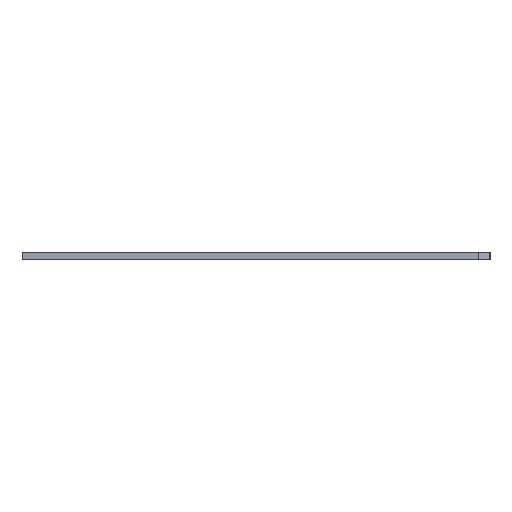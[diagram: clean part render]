
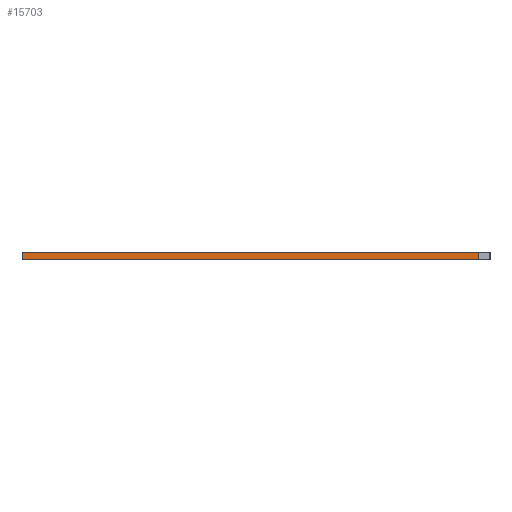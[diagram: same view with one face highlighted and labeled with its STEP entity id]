
A CAD part, left-side view. The second image highlights one B-rep face of the part: STEP entity #15703.
In plain terms, the highlighted planar face has unit normal (-1, 0, 0).
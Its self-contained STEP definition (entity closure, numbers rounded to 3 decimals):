
#144 = VERTEX_POINT('',#145);
#145 = CARTESIAN_POINT('',(13.692,-14.288,0.));
#151 = EDGE_CURVE('',#152,#144,#154,.T.);
#152 = VERTEX_POINT('',#153);
#153 = CARTESIAN_POINT('',(13.692,-108.942,0.));
#154 = LINE('',#155,#156);
#155 = CARTESIAN_POINT('',(13.692,-108.942,0.));
#156 = VECTOR('',#157,1.);
#157 = DIRECTION('',(0.,1.,0.));
#7910 = VERTEX_POINT('',#7911);
#7911 = CARTESIAN_POINT('',(13.692,-14.288,1.51));
#7917 = EDGE_CURVE('',#7918,#7910,#7920,.T.);
#7918 = VERTEX_POINT('',#7919);
#7919 = CARTESIAN_POINT('',(13.692,-108.942,1.51));
#7920 = LINE('',#7921,#7922);
#7921 = CARTESIAN_POINT('',(13.692,-108.942,1.51));
#7922 = VECTOR('',#7923,1.);
#7923 = DIRECTION('',(0.,1.,0.));
#15673 = EDGE_CURVE('',#144,#7910,#15674,.T.);
#15674 = LINE('',#15675,#15676);
#15675 = CARTESIAN_POINT('',(13.692,-14.288,0.));
#15676 = VECTOR('',#15677,1.);
#15677 = DIRECTION('',(0.,0.,1.));
#15703 = ADVANCED_FACE('',(#15704),#15715,.T.);
#15704 = FACE_BOUND('',#15705,.T.);
#15705 = EDGE_LOOP('',(#15706,#15712,#15713,#15714));
#15706 = ORIENTED_EDGE('',*,*,#15707,.T.);
#15707 = EDGE_CURVE('',#152,#7918,#15708,.T.);
#15708 = LINE('',#15709,#15710);
#15709 = CARTESIAN_POINT('',(13.692,-108.942,0.));
#15710 = VECTOR('',#15711,1.);
#15711 = DIRECTION('',(0.,0.,1.));
#15712 = ORIENTED_EDGE('',*,*,#7917,.T.);
#15713 = ORIENTED_EDGE('',*,*,#15673,.F.);
#15714 = ORIENTED_EDGE('',*,*,#151,.F.);
#15715 = PLANE('',#15716);
#15716 = AXIS2_PLACEMENT_3D('',#15717,#15718,#15719);
#15717 = CARTESIAN_POINT('',(13.692,-108.942,0.));
#15718 = DIRECTION('',(-1.,0.,0.));
#15719 = DIRECTION('',(0.,1.,0.));
